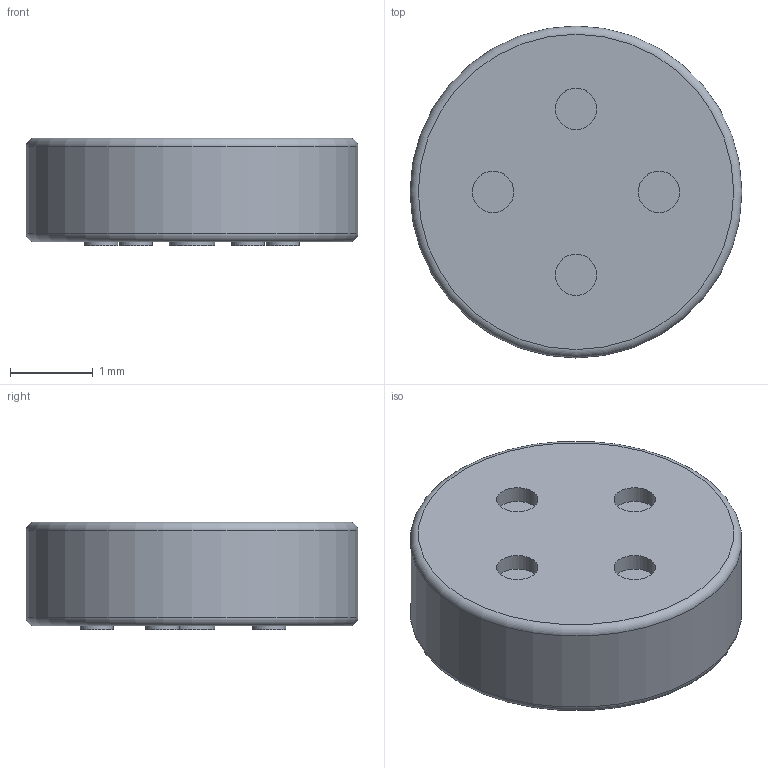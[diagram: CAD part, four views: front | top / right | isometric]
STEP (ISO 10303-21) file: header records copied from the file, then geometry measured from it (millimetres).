
FILE_DESCRIPTION(('FreeCAD Model'),'2;1');
FILE_NAME('Open CASCADE Shape Model','2024-05-21T12:54:12',( 'kicad StepUp'),('ksu MCAD'),'Open CASCADE STEP processor 7.7', 'FreeCAD','Unknown');
FILE_SCHEMA(('AUTOMOTIVE_DESIGN { 1 0 10303 214 1 1 1 1 }'));
Length unit declared in the file: millimetre
Products named in the file (1): CUI_CMC-4013-SMT
Bounding box: 4 x 4 x 1.3 mm (x, y, z)
Volume: 15.5 mm3; surface area: 43.1 mm2
Topology: 7 solids, 7 shells, 31 faces, 37 edges, 24 vertices
Faces by surface type: plane 18, cylinder 11, torus 2
Full cylindrical faces by diameter (mm): 0.4 x5, 0.5 x4, 0.55 x1, 4 x1
Entity records: 906 total; most frequent: DIRECTION 127, CARTESIAN_POINT 93, ORIENTED_EDGE 74, AXIS2_PLACEMENT_3D 58, PRESENTATION_STYLE_ASSIGNMENT 38, SURFACE_STYLE_USAGE 38, SURFACE_SIDE_STYLE 38, SURFACE_STYLE_FILL_AREA 38
